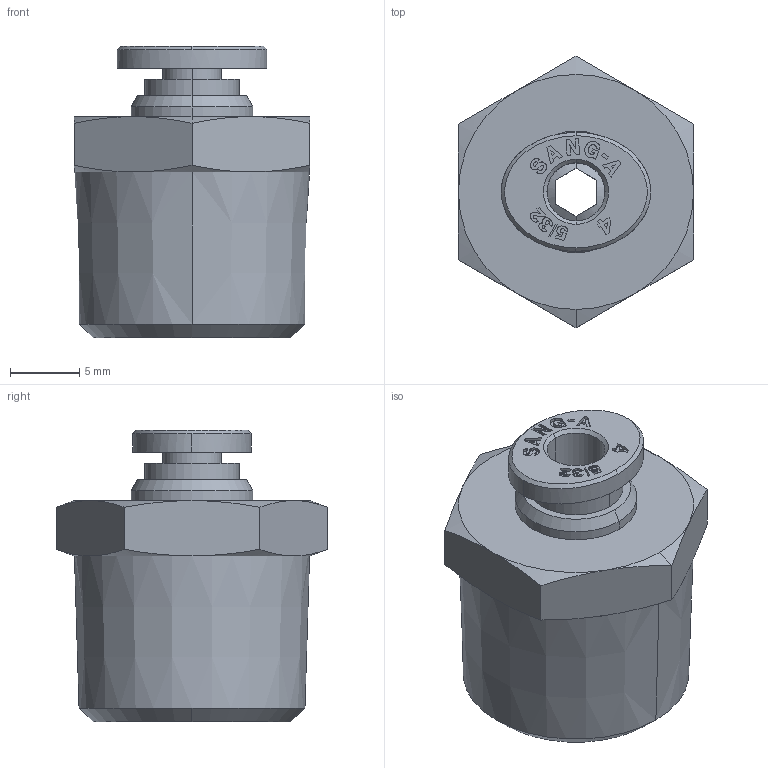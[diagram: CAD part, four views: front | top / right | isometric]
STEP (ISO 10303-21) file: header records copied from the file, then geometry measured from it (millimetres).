
FILE_DESCRIPTION (( 'STEP AP214' ), '1' );
FILE_NAME ('PC04-03.STEP', '2018-09-10T09:04:20', ( '' ), ( '' ), 'SwSTEP 2.0', 'SolidWorks 2018', '' );
FILE_SCHEMA (( 'AUTOMOTIVE_DESIGN' ));
Length unit declared in the file: millimetre
Products named in the file (1): PC04-03
Bounding box: 17 x 19.63 x 21.1 mm (x, y, z)
Surface area: 1749 mm2 (no closed solid volume)
Topology: 0 solids, 2 shells, 358 faces, 1156 edges, 769 vertices
Faces by surface type: plane 287, bspline 30, cone 26, cylinder 15
Entity records: 17204 total; most frequent: CARTESIAN_POINT 3523, ORIENTED_EDGE 2092, DIRECTION 1771, EDGE_CURVE 1156, VECTOR 991, LINE 991, VERTEX_POINT 769, AXIS2_PLACEMENT_3D 390
